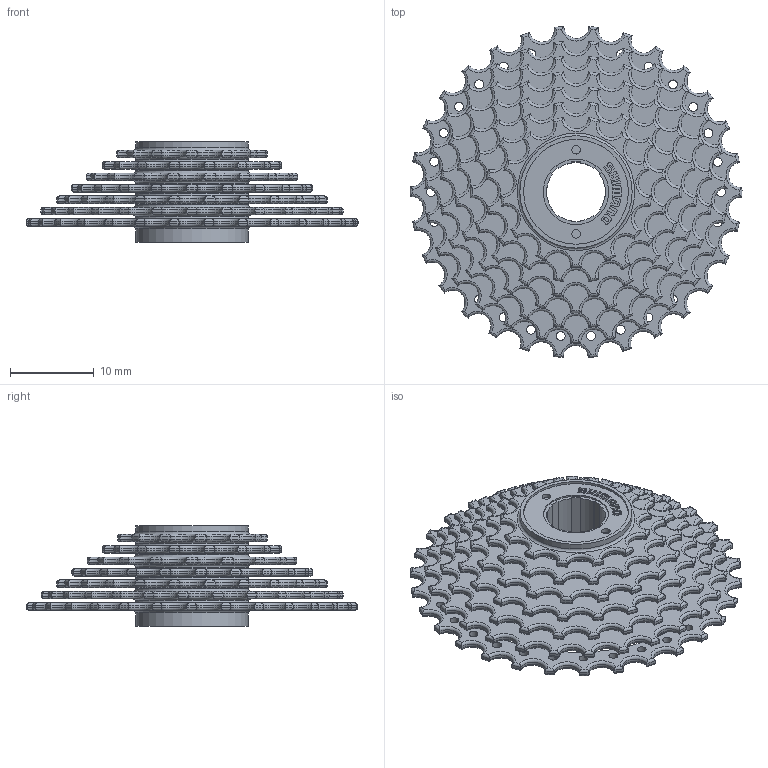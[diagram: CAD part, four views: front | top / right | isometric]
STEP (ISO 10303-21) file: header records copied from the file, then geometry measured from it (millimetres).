
FILE_DESCRIPTION(/* description */ (''),/* implementation_level */ '2;1');
FILE_NAME(/* name */ 'freewheel v5.step',/* time_stamp */ '2022-02-04T19:40:33+06:00',/* author */ (''),/* organization */ (''),/* preprocessor_version */ 'ST-DEVELOPER v18.1',/* originating_system */ 'Autodesk Translation Framework v10.13.0.1454',/* authorisation */ '');
FILE_SCHEMA (('AUTOMOTIVE_DESIGN { 1 0 10303 214 3 1 1 }'));
Length unit declared in the file: millimetre
Products named in the file (2): freewheel; Component1
Assembly tree (1 placements, depth 2):
  freewheel
    Component1
Bounding box: 39.6 x 39.49 x 11.99 mm (x, y, z)
Volume: 3812.7 mm3; surface area: 7356.7 mm2
Topology: 1 solids, 1 shells, 1315 faces, 3110 edges, 1824 vertices
Faces by surface type: torus 609, cylinder 355, plane 228, bspline 99, cone 24
Full cylindrical faces by diameter (mm): 1.018 x2, 1.062 x30, 7.8 x1, 12.5 x1, 13.4 x3
Entity records: 44436 total; most frequent: CARTESIAN_POINT 14946, ORIENTED_EDGE 6220, DIRECTION 6162, EDGE_CURVE 3110, AXIS2_PLACEMENT_3D 2628, VERTEX_POINT 1824, EDGE_LOOP 1416, CIRCLE 1361
